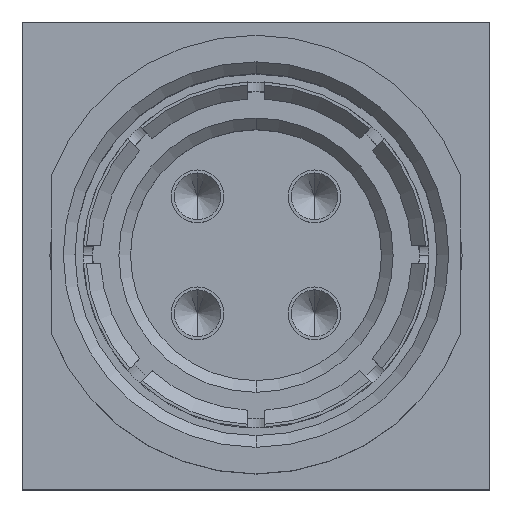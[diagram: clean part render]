
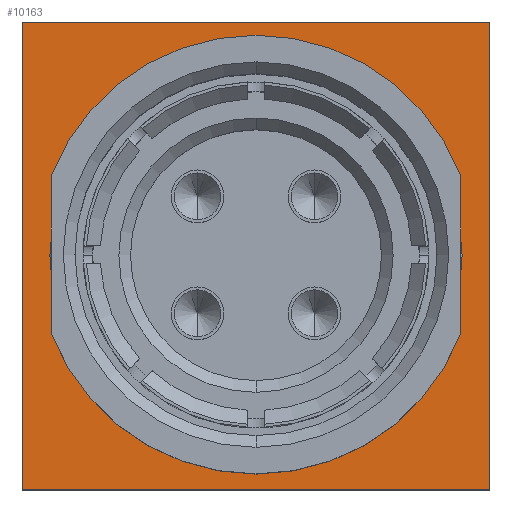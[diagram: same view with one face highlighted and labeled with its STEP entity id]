
A CAD part, top view. The second image highlights one B-rep face of the part: STEP entity #10163.
In plain terms, the highlighted planar face has unit normal (0, 0, 1).
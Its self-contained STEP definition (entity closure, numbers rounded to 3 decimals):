
#25 = CARTESIAN_POINT ( 'NONE',  ( 0., 0., 0. ) ) ;
#26 = DIRECTION ( 'NONE',  ( 0., 0., -1. ) ) ;
#27 = DIRECTION ( 'NONE',  ( 0., 1., 0. ) ) ;
#863 = EDGE_CURVE ( 'NONE', #2001, #1999, #2706, .T. ) ;
#867 = EDGE_CURVE ( 'NONE', #1599, #1591, #2716, .T. ) ;
#870 = EDGE_CURVE ( 'NONE', #1591, #1625, #2736, .T. ) ;
#873 = EDGE_CURVE ( 'NONE', #1625, #1597, #2748, .T. ) ;
#877 = EDGE_CURVE ( 'NONE', #1597, #1599, #2764, .T. ) ;
#1267 = EDGE_CURVE ( 'NONE', #1999, #2001, #3308, .T. ) ;
#1591 = VERTEX_POINT ( 'NONE', #4583 ) ;
#1597 = VERTEX_POINT ( 'NONE', #4586 ) ;
#1599 = VERTEX_POINT ( 'NONE', #4587 ) ;
#1625 = VERTEX_POINT ( 'NONE', #4600 ) ;
#1999 = VERTEX_POINT ( 'NONE', #12111 ) ;
#2001 = VERTEX_POINT ( 'NONE', #12112 ) ;
#2706 = CIRCLE ( 'NONE', #6943, 3.525 ) ;
#2716 = LINE ( 'NONE', #4245, #2730 ) ;
#2730 = VECTOR ( 'NONE', #4256, 1000. ) ;
#2736 = LINE ( 'NONE', #4261, #2742 ) ;
#2742 = VECTOR ( 'NONE', #4262, 1000. ) ;
#2748 = LINE ( 'NONE', #4266, #2754 ) ;
#2754 = VECTOR ( 'NONE', #4267, 1000. ) ;
#2764 = LINE ( 'NONE', #4274, #2770 ) ;
#2770 = VECTOR ( 'NONE', #4275, 1000. ) ;
#3308 = CIRCLE ( 'NONE', #6994, 3.525 ) ;
#4245 = CARTESIAN_POINT ( 'NONE',  ( -4., -4., 0. ) ) ;
#4248 = CARTESIAN_POINT ( 'NONE',  ( 0., 0., 0. ) ) ;
#4249 = DIRECTION ( 'NONE',  ( 0., 0., -1. ) ) ;
#4250 = DIRECTION ( 'NONE',  ( 0., 1., 0. ) ) ;
#4256 = DIRECTION ( 'NONE',  ( 1., 0., 0. ) ) ;
#4261 = CARTESIAN_POINT ( 'NONE',  ( 4., -4., 0. ) ) ;
#4262 = DIRECTION ( 'NONE',  ( 0., 1., 0. ) ) ;
#4266 = CARTESIAN_POINT ( 'NONE',  ( -4., 4., 0. ) ) ;
#4267 = DIRECTION ( 'NONE',  ( -1., 0., 0. ) ) ;
#4274 = CARTESIAN_POINT ( 'NONE',  ( -4., -4., 0. ) ) ;
#4275 = DIRECTION ( 'NONE',  ( 0., -1., 0. ) ) ;
#4583 = CARTESIAN_POINT ( 'NONE',  ( 4., -4., 0. ) ) ;
#4586 = CARTESIAN_POINT ( 'NONE',  ( -4., 4., 0. ) ) ;
#4587 = CARTESIAN_POINT ( 'NONE',  ( -4., -4., 0. ) ) ;
#4600 = CARTESIAN_POINT ( 'NONE',  ( 4., 4., 0. ) ) ;
#6943 = AXIS2_PLACEMENT_3D ( 'NONE', #4248, #4249, #4250 ) ;
#6994 = AXIS2_PLACEMENT_3D ( 'NONE', #25, #26, #27 ) ;
#7285 = AXIS2_PLACEMENT_3D ( 'NONE', #7801, #7806, #7807 ) ;
#7800 = PLANE ( 'NONE',  #7285 ) ;
#7801 = CARTESIAN_POINT ( 'NONE',  ( -4., 4., 0. ) ) ;
#7806 = DIRECTION ( 'NONE',  ( 0., 0., -1. ) ) ;
#7807 = DIRECTION ( 'NONE',  ( -1., 0., 0. ) ) ;
#9796 = FACE_BOUND ( 'NONE', #10915, .T. ) ;
#9799 = FACE_OUTER_BOUND ( 'NONE', #10913, .T. ) ;
#10163 = ADVANCED_FACE ( 'NONE', ( #9796, #9799 ), #7800, .F. ) ;
#10913 = EDGE_LOOP ( 'NONE', ( #11918, #11919, #11920, #11921 ) ) ;
#10915 = EDGE_LOOP ( 'NONE', ( #11916, #11917 ) ) ;
#11916 = ORIENTED_EDGE ( 'NONE', *, *, #1267, .T. ) ;
#11917 = ORIENTED_EDGE ( 'NONE', *, *, #863, .T. ) ;
#11918 = ORIENTED_EDGE ( 'NONE', *, *, #877, .T. ) ;
#11919 = ORIENTED_EDGE ( 'NONE', *, *, #867, .T. ) ;
#11920 = ORIENTED_EDGE ( 'NONE', *, *, #870, .T. ) ;
#11921 = ORIENTED_EDGE ( 'NONE', *, *, #873, .T. ) ;
#12111 = CARTESIAN_POINT ( 'NONE',  ( 0., 3.525, 0. ) ) ;
#12112 = CARTESIAN_POINT ( 'NONE',  ( 0., -3.525, 0. ) ) ;
